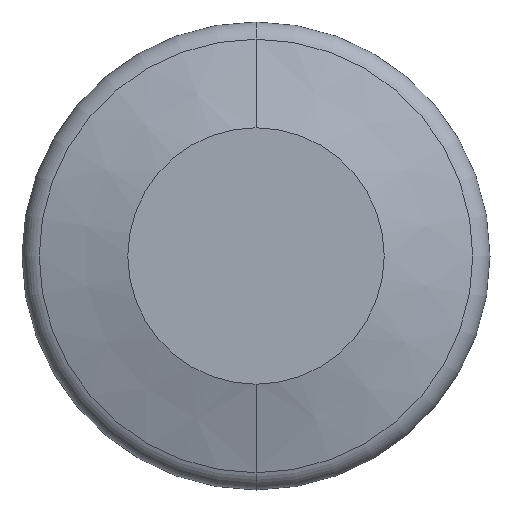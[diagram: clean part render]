
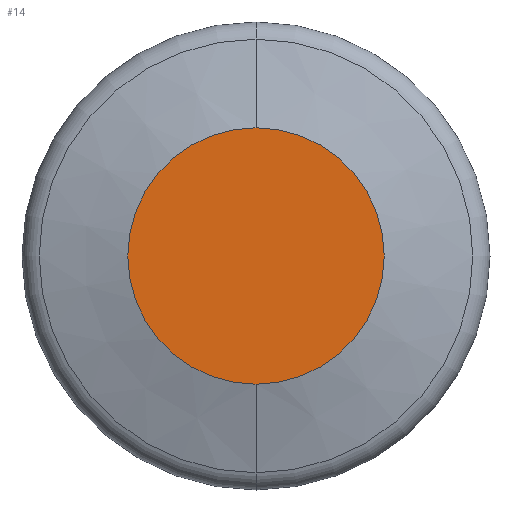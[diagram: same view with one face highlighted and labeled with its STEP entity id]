
A CAD part, front view. The second image highlights one B-rep face of the part: STEP entity #14.
In plain terms, the highlighted planar face has unit normal (0, -1, 0).
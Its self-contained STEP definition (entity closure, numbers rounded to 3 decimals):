
#14 = ADVANCED_FACE ( 'NONE', ( #150 ), #314, .F. ) ;
#29 = DIRECTION ( 'NONE',  ( 0., 0., 1. ) ) ;
#84 = EDGE_CURVE ( 'NONE', #338, #515, #500, .T. ) ;
#104 = DIRECTION ( 'NONE',  ( 0., 1., 0. ) ) ;
#109 = DIRECTION ( 'NONE',  ( 0., 0., 1. ) ) ;
#141 = DIRECTION ( 'NONE',  ( 0., 1., 0. ) ) ;
#144 = EDGE_LOOP ( 'NONE', ( #483, #425 ) ) ;
#150 = FACE_OUTER_BOUND ( 'NONE', #144, .T. ) ;
#156 = CARTESIAN_POINT ( 'NONE',  ( -5.356, -15.338, 0. ) ) ;
#193 = AXIS2_PLACEMENT_3D ( 'NONE', #156, #240, #29 ) ;
#240 = DIRECTION ( 'NONE',  ( 0., 1., 0. ) ) ;
#244 = AXIS2_PLACEMENT_3D ( 'NONE', #348, #104, #109 ) ;
#279 = CARTESIAN_POINT ( 'NONE',  ( -5.356, -15.338, 5.356 ) ) ;
#304 = DIRECTION ( 'NONE',  ( 0., 0., 1. ) ) ;
#314 = PLANE ( 'NONE',  #244 ) ;
#328 = EDGE_CURVE ( 'NONE', #515, #338, #487, .T. ) ;
#338 = VERTEX_POINT ( 'NONE', #347 ) ;
#347 = CARTESIAN_POINT ( 'NONE',  ( -5.356, -15.338, -5.356 ) ) ;
#348 = CARTESIAN_POINT ( 'NONE',  ( -5.356, -15.338, 0. ) ) ;
#360 = AXIS2_PLACEMENT_3D ( 'NONE', #528, #141, #304 ) ;
#425 = ORIENTED_EDGE ( 'NONE', *, *, #84, .F. ) ;
#483 = ORIENTED_EDGE ( 'NONE', *, *, #328, .F. ) ;
#487 = CIRCLE ( 'NONE', #360, 5.356 ) ;
#500 = CIRCLE ( 'NONE', #193, 5.356 ) ;
#515 = VERTEX_POINT ( 'NONE', #279 ) ;
#528 = CARTESIAN_POINT ( 'NONE',  ( -5.356, -15.338, 0. ) ) ;
